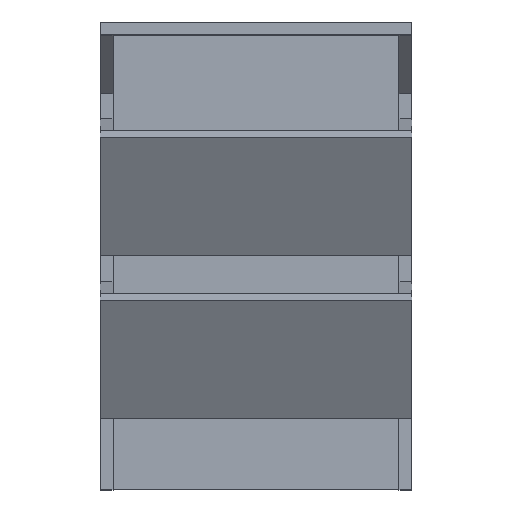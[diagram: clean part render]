
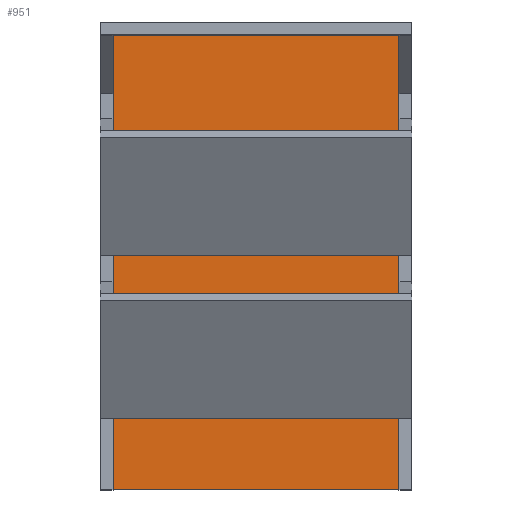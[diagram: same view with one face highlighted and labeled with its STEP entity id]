
A CAD part, top view. The second image highlights one B-rep face of the part: STEP entity #951.
In plain terms, the highlighted planar face has unit normal (0, 0, 1).
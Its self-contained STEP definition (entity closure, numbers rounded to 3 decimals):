
#75=FACE_OUTER_BOUND('',#129,.T.);
#129=EDGE_LOOP('',(#711,#712,#713,#714));
#209=LINE('',#1480,#335);
#210=LINE('',#1483,#336);
#211=LINE('',#1485,#337);
#212=LINE('',#1486,#338);
#335=VECTOR('',#1209,10.);
#336=VECTOR('',#1212,10.);
#337=VECTOR('',#1213,10.);
#338=VECTOR('',#1214,10.);
#446=VERTEX_POINT('',#1474);
#448=VERTEX_POINT('',#1478);
#449=VERTEX_POINT('',#1482);
#450=VERTEX_POINT('',#1484);
#545=EDGE_CURVE('',#446,#448,#209,.T.);
#546=EDGE_CURVE('',#446,#449,#210,.T.);
#547=EDGE_CURVE('',#450,#448,#211,.T.);
#548=EDGE_CURVE('',#449,#450,#212,.T.);
#711=ORIENTED_EDGE('',*,*,#546,.F.);
#712=ORIENTED_EDGE('',*,*,#545,.T.);
#713=ORIENTED_EDGE('',*,*,#547,.F.);
#714=ORIENTED_EDGE('',*,*,#548,.F.);
#897=PLANE('',#1081);
#951=ADVANCED_FACE('',(#75),#897,.T.);
#1081=AXIS2_PLACEMENT_3D('',#1481,#1210,#1211);
#1209=DIRECTION('',(1.,0.,0.));
#1210=DIRECTION('center_axis',(0.,0.,1.));
#1211=DIRECTION('ref_axis',(0.,-1.,0.));
#1212=DIRECTION('',(0.,1.,0.));
#1213=DIRECTION('',(0.,-1.,0.));
#1214=DIRECTION('',(1.,0.,0.));
#1474=CARTESIAN_POINT('',(12.7,0.,12.7));
#1478=CARTESIAN_POINT('',(292.1,0.,12.7));
#1480=CARTESIAN_POINT('',(12.7,0.,12.7));
#1481=CARTESIAN_POINT('Origin',(12.7,444.5,12.7));
#1482=CARTESIAN_POINT('',(12.7,444.5,12.7));
#1483=CARTESIAN_POINT('',(12.7,333.375,12.7));
#1484=CARTESIAN_POINT('',(292.1,444.5,12.7));
#1485=CARTESIAN_POINT('',(292.1,333.375,12.7));
#1486=CARTESIAN_POINT('',(12.7,444.5,12.7));
